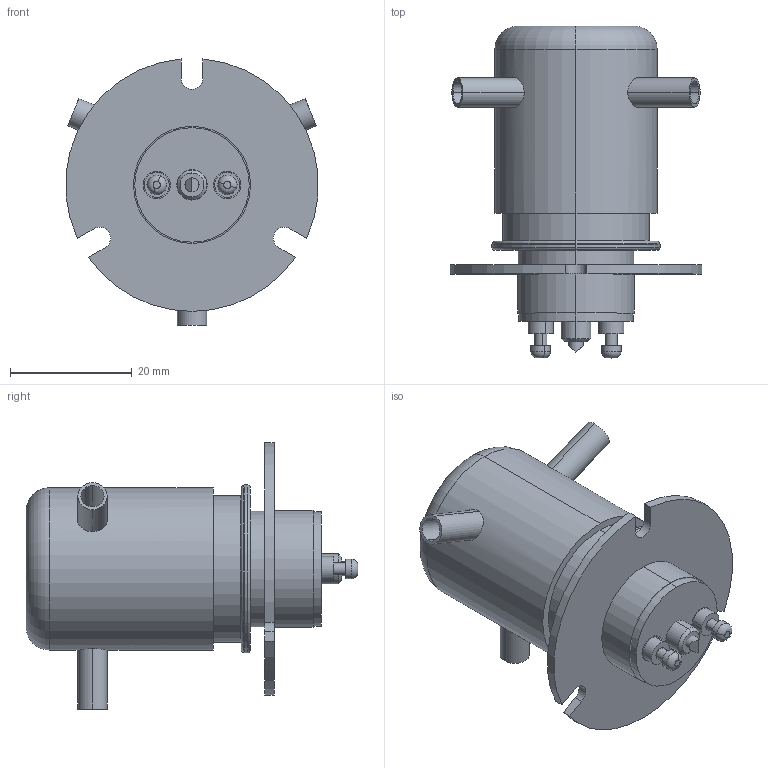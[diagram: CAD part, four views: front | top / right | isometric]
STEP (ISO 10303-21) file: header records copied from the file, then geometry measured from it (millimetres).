
FILE_DESCRIPTION (( 'STEP AP214' ), '1' );
FILE_NAME ('G2SF_step.STEP', '2012-06-20T17:36:31', ( 'RUlrich' ), ( 'Genco' ), 'SwSTEP 2.0', 'SolidWorks 2010', '' );
FILE_SCHEMA (( 'AUTOMOTIVE_DESIGN' ));
Length unit declared in the file: inch
Products named in the file (1): G2SF_step
Bounding box: 41.34 x 54.47 x 43.67 mm (x, y, z)
Volume: 13475.6 mm3; surface area: 12981.9 mm2
Topology: 10 solids, 10 shells, 134 faces, 282 edges, 182 vertices
Faces by surface type: cylinder 73, plane 43, torus 16, cone 2
Entity records: 5883 total; most frequent: CARTESIAN_POINT 969, DIRECTION 698, ORIENTED_EDGE 564, AXIS2_PLACEMENT_3D 301, EDGE_CURVE 282, VERTEX_POINT 182, CIRCLE 166, EDGE_LOOP 162
